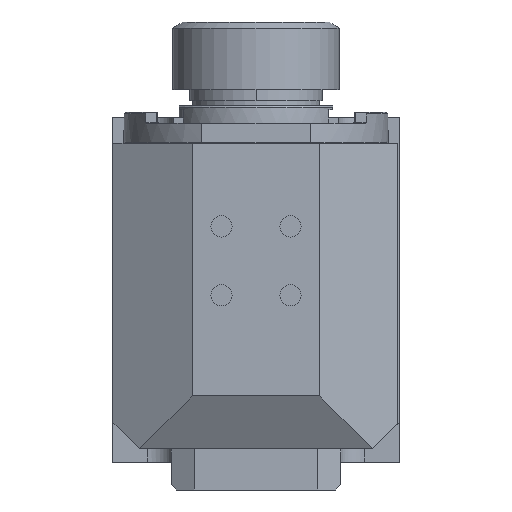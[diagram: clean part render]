
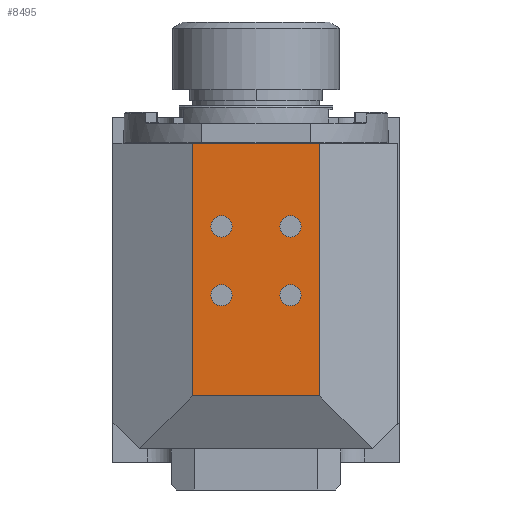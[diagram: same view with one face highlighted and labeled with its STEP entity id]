
A CAD part, left-side view. The second image highlights one B-rep face of the part: STEP entity #8495.
In plain terms, the highlighted planar face has unit normal (-1, 0, 0).
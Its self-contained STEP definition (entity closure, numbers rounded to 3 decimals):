
#2166=DIRECTION('',(0.,-1.,0.));
#2167=VECTOR('',#2166,48.);
#2168=CARTESIAN_POINT('',(-136.,24.,-40.));
#2169=LINE('',#2168,#2167);
#2170=DIRECTION('',(0.,0.,1.));
#2171=VECTOR('',#2170,95.3);
#2172=CARTESIAN_POINT('',(-136.,24.,-40.));
#2173=LINE('',#2172,#2171);
#2174=DIRECTION('',(0.,1.,0.));
#2175=VECTOR('',#2174,48.);
#2176=CARTESIAN_POINT('',(-136.,-24.,55.3));
#2177=LINE('',#2176,#2175);
#2178=DIRECTION('',(0.,0.,1.));
#2179=VECTOR('',#2178,95.3);
#2180=CARTESIAN_POINT('',(-136.,-24.,-40.));
#2181=LINE('',#2180,#2179);
#2182=CARTESIAN_POINT('',(-136.,13.,24.));
#2183=DIRECTION('',(1.,0.,0.));
#2184=DIRECTION('',(0.,0.,1.));
#2185=AXIS2_PLACEMENT_3D('',#2182,#2183,#2184);
#2187=CARTESIAN_POINT('',(-136.,13.,24.));
#2188=DIRECTION('',(1.,0.,0.));
#2189=DIRECTION('',(0.,0.,-1.));
#2190=AXIS2_PLACEMENT_3D('',#2187,#2188,#2189);
#2192=CARTESIAN_POINT('',(-136.,13.,-2.));
#2193=DIRECTION('',(1.,0.,0.));
#2194=DIRECTION('',(0.,0.,1.));
#2195=AXIS2_PLACEMENT_3D('',#2192,#2193,#2194);
#2197=CARTESIAN_POINT('',(-136.,13.,-2.));
#2198=DIRECTION('',(1.,0.,0.));
#2199=DIRECTION('',(0.,0.,-1.));
#2200=AXIS2_PLACEMENT_3D('',#2197,#2198,#2199);
#2202=CARTESIAN_POINT('',(-136.,-13.,24.));
#2203=DIRECTION('',(1.,0.,0.));
#2204=DIRECTION('',(0.,0.,1.));
#2205=AXIS2_PLACEMENT_3D('',#2202,#2203,#2204);
#2207=CARTESIAN_POINT('',(-136.,-13.,24.));
#2208=DIRECTION('',(1.,0.,0.));
#2209=DIRECTION('',(0.,0.,-1.));
#2210=AXIS2_PLACEMENT_3D('',#2207,#2208,#2209);
#2212=CARTESIAN_POINT('',(-136.,-13.,-2.));
#2213=DIRECTION('',(1.,0.,0.));
#2214=DIRECTION('',(0.,0.,1.));
#2215=AXIS2_PLACEMENT_3D('',#2212,#2213,#2214);
#2217=CARTESIAN_POINT('',(-136.,-13.,-2.));
#2218=DIRECTION('',(1.,0.,0.));
#2219=DIRECTION('',(0.,0.,-1.));
#2220=AXIS2_PLACEMENT_3D('',#2217,#2218,#2219);
#5629=CARTESIAN_POINT('',(-136.,24.,55.3));
#5631=VERTEX_POINT('',#5629);
#5633=CARTESIAN_POINT('',(-136.,-24.,55.3));
#5635=VERTEX_POINT('',#5633);
#5644=CARTESIAN_POINT('',(-136.,24.,-40.));
#5645=CARTESIAN_POINT('',(-136.,-24.,-40.));
#5646=VERTEX_POINT('',#5644);
#5647=VERTEX_POINT('',#5645);
#6039=CARTESIAN_POINT('',(-136.,13.,28.));
#6040=CARTESIAN_POINT('',(-136.,13.,20.));
#6041=VERTEX_POINT('',#6039);
#6042=VERTEX_POINT('',#6040);
#6047=CARTESIAN_POINT('',(-136.,13.,2.));
#6048=CARTESIAN_POINT('',(-136.,13.,-6.));
#6049=VERTEX_POINT('',#6047);
#6050=VERTEX_POINT('',#6048);
#6055=CARTESIAN_POINT('',(-136.,-13.,28.));
#6056=CARTESIAN_POINT('',(-136.,-13.,20.));
#6057=VERTEX_POINT('',#6055);
#6058=VERTEX_POINT('',#6056);
#6063=CARTESIAN_POINT('',(-136.,-13.,2.));
#6064=CARTESIAN_POINT('',(-136.,-13.,-6.));
#6065=VERTEX_POINT('',#6063);
#6066=VERTEX_POINT('',#6064);
#8460=CARTESIAN_POINT('',(-136.,0.,0.));
#8461=DIRECTION('',(1.,0.,0.));
#8462=DIRECTION('',(0.,1.,0.));
#8463=AXIS2_PLACEMENT_3D('',#8460,#8461,#8462);
#8464=PLANE('',#8463);
#8465=ORIENTED_EDGE('',*,*,#8440,.F.);
#8466=ORIENTED_EDGE('',*,*,#6898,.T.);
#8467=ORIENTED_EDGE('',*,*,#6934,.F.);
#8468=ORIENTED_EDGE('',*,*,#8452,.F.);
#8469=EDGE_LOOP('',(#8465,#8466,#8467,#8468));
#8470=FACE_OUTER_BOUND('',#8469,.F.);
#8472=ORIENTED_EDGE('',*,*,#8471,.F.);
#8474=ORIENTED_EDGE('',*,*,#8473,.F.);
#8475=EDGE_LOOP('',(#8472,#8474));
#8476=FACE_BOUND('',#8475,.F.);
#8478=ORIENTED_EDGE('',*,*,#8477,.F.);
#8480=ORIENTED_EDGE('',*,*,#8479,.F.);
#8481=EDGE_LOOP('',(#8478,#8480));
#8482=FACE_BOUND('',#8481,.F.);
#8484=ORIENTED_EDGE('',*,*,#8483,.F.);
#8486=ORIENTED_EDGE('',*,*,#8485,.F.);
#8487=EDGE_LOOP('',(#8484,#8486));
#8488=FACE_BOUND('',#8487,.F.);
#8490=ORIENTED_EDGE('',*,*,#8489,.F.);
#8492=ORIENTED_EDGE('',*,*,#8491,.F.);
#8493=EDGE_LOOP('',(#8490,#8492));
#8494=FACE_BOUND('',#8493,.F.);
#8495=ADVANCED_FACE('',(#8470,#8476,#8482,#8488,#8494),#8464,.F.);
#2186=CIRCLE('',#2185,4.);
#2191=CIRCLE('',#2190,4.);
#2196=CIRCLE('',#2195,4.);
#2201=CIRCLE('',#2200,4.);
#2206=CIRCLE('',#2205,4.);
#2211=CIRCLE('',#2210,4.);
#2216=CIRCLE('',#2215,4.);
#2221=CIRCLE('',#2220,4.);
#6898=EDGE_CURVE('',#5646,#5631,#2173,.T.);
#6934=EDGE_CURVE('',#5635,#5631,#2177,.T.);
#8440=EDGE_CURVE('',#5646,#5647,#2169,.T.);
#8452=EDGE_CURVE('',#5647,#5635,#2181,.T.);
#8471=EDGE_CURVE('',#6041,#6042,#2186,.T.);
#8473=EDGE_CURVE('',#6042,#6041,#2191,.T.);
#8477=EDGE_CURVE('',#6049,#6050,#2196,.T.);
#8479=EDGE_CURVE('',#6050,#6049,#2201,.T.);
#8483=EDGE_CURVE('',#6057,#6058,#2206,.T.);
#8485=EDGE_CURVE('',#6058,#6057,#2211,.T.);
#8489=EDGE_CURVE('',#6065,#6066,#2216,.T.);
#8491=EDGE_CURVE('',#6066,#6065,#2221,.T.);
